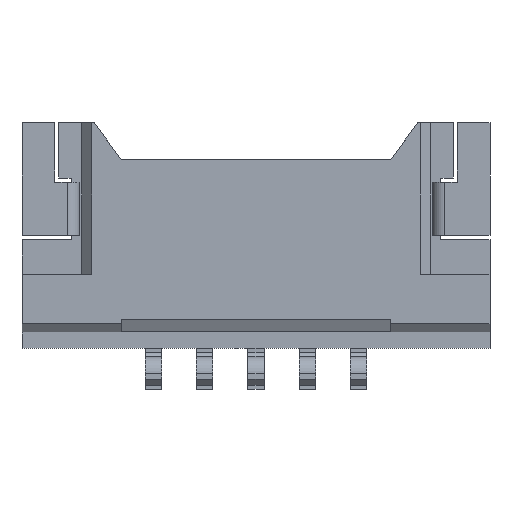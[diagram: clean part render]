
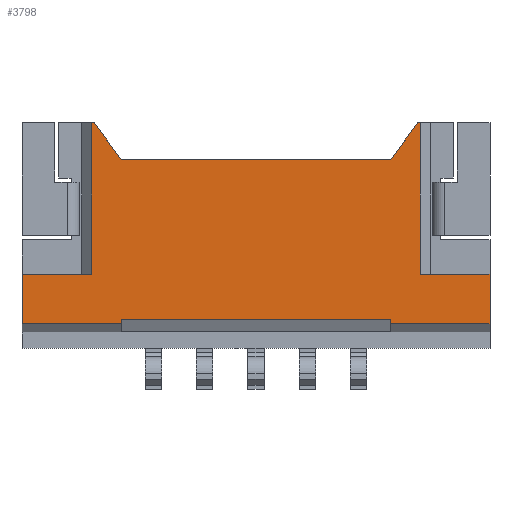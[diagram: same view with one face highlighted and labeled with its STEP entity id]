
A CAD part, front view. The second image highlights one B-rep face of the part: STEP entity #3798.
In plain terms, the highlighted planar face has unit normal (0, -1, 0).
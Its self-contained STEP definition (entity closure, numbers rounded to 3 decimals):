
#1=DIRECTION('',(0.,0.,-1.));
#2=VECTOR('',#1,3.7);
#3=CARTESIAN_POINT('',(-4.,-0.925,2.75));
#4=LINE('',#3,#2);
#5=DIRECTION('',(1.,0.,0.));
#6=VECTOR('',#5,0.06);
#7=CARTESIAN_POINT('',(-4.,-0.925,2.75));
#8=LINE('',#7,#6);
#9=DIRECTION('',(0.588,0.,-0.809));
#10=VECTOR('',#9,1.113);
#11=CARTESIAN_POINT('',(-3.94,-0.925,2.75));
#12=LINE('',#11,#10);
#13=DIRECTION('',(1.,0.,0.));
#14=VECTOR('',#13,6.57);
#15=CARTESIAN_POINT('',(-3.285,-0.925,1.85));
#16=LINE('',#15,#14);
#17=DIRECTION('',(0.588,0.,0.809));
#18=VECTOR('',#17,1.113);
#19=CARTESIAN_POINT('',(3.285,-0.925,1.85));
#20=LINE('',#19,#18);
#21=DIRECTION('',(1.,0.,0.));
#22=VECTOR('',#21,0.06);
#23=CARTESIAN_POINT('',(3.94,-0.925,2.75));
#24=LINE('',#23,#22);
#25=DIRECTION('',(0.,0.,1.));
#26=VECTOR('',#25,3.7);
#27=CARTESIAN_POINT('',(4.,-0.925,-0.95));
#28=LINE('',#27,#26);
#29=DIRECTION('',(0.,0.,-1.));
#30=VECTOR('',#29,1.2);
#31=CARTESIAN_POINT('',(5.7,-0.925,-0.95));
#32=LINE('',#31,#30);
#33=DIRECTION('',(-1.,0.,0.));
#34=VECTOR('',#33,2.415);
#35=CARTESIAN_POINT('',(5.7,-0.925,-2.15));
#36=LINE('',#35,#34);
#37=DIRECTION('',(0.,0.,1.));
#38=VECTOR('',#37,0.1);
#39=CARTESIAN_POINT('',(3.285,-0.925,-2.15));
#40=LINE('',#39,#38);
#41=DIRECTION('',(1.,0.,0.));
#42=VECTOR('',#41,6.57);
#43=CARTESIAN_POINT('',(-3.285,-0.925,-2.05));
#44=LINE('',#43,#42);
#45=DIRECTION('',(0.,0.,1.));
#46=VECTOR('',#45,0.1);
#47=CARTESIAN_POINT('',(-3.285,-0.925,-2.15));
#48=LINE('',#47,#46);
#49=DIRECTION('',(-1.,0.,0.));
#50=VECTOR('',#49,2.415);
#51=CARTESIAN_POINT('',(-3.285,-0.925,-2.15));
#52=LINE('',#51,#50);
#53=DIRECTION('',(0.,0.,1.));
#54=VECTOR('',#53,1.2);
#55=CARTESIAN_POINT('',(-5.7,-0.925,-2.15));
#56=LINE('',#55,#54);
#61=DIRECTION('',(-1.,0.,0.));
#62=VECTOR('',#61,1.7);
#63=CARTESIAN_POINT('',(-4.,-0.925,-0.95));
#64=LINE('',#63,#62);
#813=DIRECTION('',(-1.,0.,0.));
#814=VECTOR('',#813,1.7);
#815=CARTESIAN_POINT('',(5.7,-0.925,-0.95));
#816=LINE('',#815,#814);
#2875=CARTESIAN_POINT('',(3.285,-0.925,1.85));
#2876=CARTESIAN_POINT('',(3.94,-0.925,2.75));
#2877=VERTEX_POINT('',#2875);
#2878=VERTEX_POINT('',#2876);
#2879=CARTESIAN_POINT('',(-3.285,-0.925,1.85));
#2880=VERTEX_POINT('',#2879);
#2891=CARTESIAN_POINT('',(-3.94,-0.925,2.75));
#2892=VERTEX_POINT('',#2891);
#3025=CARTESIAN_POINT('',(5.7,-0.925,-0.95));
#3026=VERTEX_POINT('',#3025);
#3031=CARTESIAN_POINT('',(-5.7,-0.925,-0.95));
#3032=VERTEX_POINT('',#3031);
#3123=CARTESIAN_POINT('',(-4.,-0.925,-0.95));
#3124=VERTEX_POINT('',#3123);
#3199=CARTESIAN_POINT('',(5.7,-0.925,-2.15));
#3200=VERTEX_POINT('',#3199);
#3203=CARTESIAN_POINT('',(-5.7,-0.925,-2.15));
#3204=VERTEX_POINT('',#3203);
#3217=CARTESIAN_POINT('',(-4.,-0.925,2.75));
#3218=VERTEX_POINT('',#3217);
#3219=CARTESIAN_POINT('',(4.,-0.925,2.75));
#3220=VERTEX_POINT('',#3219);
#3221=CARTESIAN_POINT('',(4.,-0.925,-0.95));
#3222=VERTEX_POINT('',#3221);
#3271=CARTESIAN_POINT('',(3.285,-0.925,-2.15));
#3272=CARTESIAN_POINT('',(3.285,-0.925,-2.05));
#3273=VERTEX_POINT('',#3271);
#3274=VERTEX_POINT('',#3272);
#3275=CARTESIAN_POINT('',(-3.285,-0.925,-2.15));
#3276=CARTESIAN_POINT('',(-3.285,-0.925,-2.05));
#3277=VERTEX_POINT('',#3275);
#3278=VERTEX_POINT('',#3276);
#3759=CARTESIAN_POINT('',(0.,-0.925,0.));
#3760=DIRECTION('',(0.,-1.,0.));
#3761=DIRECTION('',(-1.,0.,0.));
#3762=AXIS2_PLACEMENT_3D('',#3759,#3760,#3761);
#3763=PLANE('',#3762);
#3765=ORIENTED_EDGE('',*,*,#3764,.F.);
#3767=ORIENTED_EDGE('',*,*,#3766,.T.);
#3769=ORIENTED_EDGE('',*,*,#3768,.T.);
#3771=ORIENTED_EDGE('',*,*,#3770,.T.);
#3773=ORIENTED_EDGE('',*,*,#3772,.T.);
#3775=ORIENTED_EDGE('',*,*,#3774,.T.);
#3777=ORIENTED_EDGE('',*,*,#3776,.F.);
#3779=ORIENTED_EDGE('',*,*,#3778,.F.);
#3781=ORIENTED_EDGE('',*,*,#3780,.T.);
#3783=ORIENTED_EDGE('',*,*,#3782,.T.);
#3785=ORIENTED_EDGE('',*,*,#3784,.T.);
#3787=ORIENTED_EDGE('',*,*,#3786,.F.);
#3789=ORIENTED_EDGE('',*,*,#3788,.F.);
#3791=ORIENTED_EDGE('',*,*,#3790,.T.);
#3793=ORIENTED_EDGE('',*,*,#3792,.T.);
#3795=ORIENTED_EDGE('',*,*,#3794,.F.);
#3796=EDGE_LOOP('',(#3765,#3767,#3769,#3771,#3773,#3775,#3777,#3779,#3781,#3783,
#3785,#3787,#3789,#3791,#3793,#3795));
#3797=FACE_OUTER_BOUND('',#3796,.F.);
#3798=ADVANCED_FACE('',(#3797),#3763,.T.);
#3764=EDGE_CURVE('',#3218,#3124,#4,.T.);
#3766=EDGE_CURVE('',#3218,#2892,#8,.T.);
#3768=EDGE_CURVE('',#2892,#2880,#12,.T.);
#3770=EDGE_CURVE('',#2880,#2877,#16,.T.);
#3772=EDGE_CURVE('',#2877,#2878,#20,.T.);
#3774=EDGE_CURVE('',#2878,#3220,#24,.T.);
#3776=EDGE_CURVE('',#3222,#3220,#28,.T.);
#3778=EDGE_CURVE('',#3026,#3222,#816,.T.);
#3780=EDGE_CURVE('',#3026,#3200,#32,.T.);
#3782=EDGE_CURVE('',#3200,#3273,#36,.T.);
#3784=EDGE_CURVE('',#3273,#3274,#40,.T.);
#3786=EDGE_CURVE('',#3278,#3274,#44,.T.);
#3788=EDGE_CURVE('',#3277,#3278,#48,.T.);
#3790=EDGE_CURVE('',#3277,#3204,#52,.T.);
#3792=EDGE_CURVE('',#3204,#3032,#56,.T.);
#3794=EDGE_CURVE('',#3124,#3032,#64,.T.);
